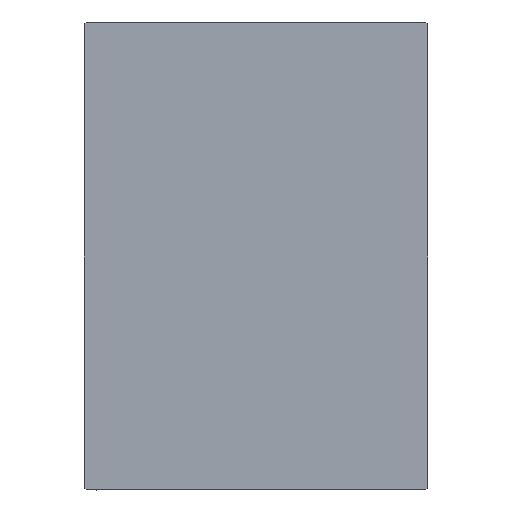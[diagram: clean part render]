
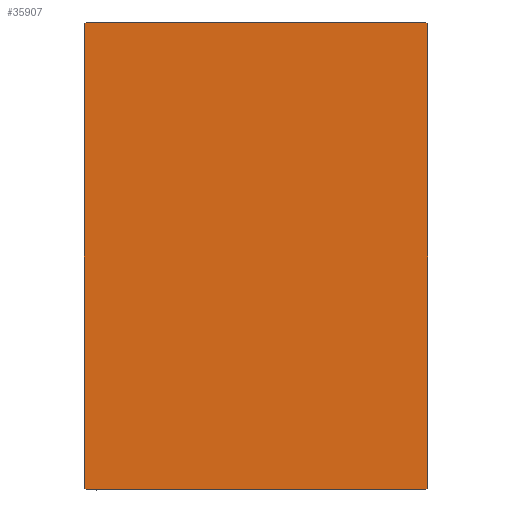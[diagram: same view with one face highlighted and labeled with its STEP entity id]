
A CAD part, left-side view. The second image highlights one B-rep face of the part: STEP entity #35907.
In plain terms, the highlighted face is planar.
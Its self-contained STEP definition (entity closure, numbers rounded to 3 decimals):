
#67 = LINE ( 'NONE', #32642, #13081 ) ;
#1081 = LINE ( 'NONE', #37119, #9311 ) ;
#1801 = VERTEX_POINT ( 'NONE', #40619 ) ;
#2349 = ORIENTED_EDGE ( 'NONE', *, *, #2682, .T. ) ;
#2356 = VERTEX_POINT ( 'NONE', #25316 ) ;
#2682 = EDGE_CURVE ( 'NONE', #22283, #32398, #1081, .T. ) ;
#3340 = EDGE_CURVE ( 'NONE', #35450, #15423, #25058, .T. ) ;
#3583 = EDGE_CURVE ( 'NONE', #15423, #25033, #9628, .T. ) ;
#6266 = ORIENTED_EDGE ( 'NONE', *, *, #3583, .T. ) ;
#6381 = DIRECTION ( 'NONE',  ( 0., 0., -1. ) ) ;
#7064 = VERTEX_POINT ( 'NONE', #40508 ) ;
#9311 = VECTOR ( 'NONE', #23656, 1000. ) ;
#9628 = LINE ( 'NONE', #29375, #39837 ) ;
#9736 = ORIENTED_EDGE ( 'NONE', *, *, #23116, .T. ) ;
#9817 = DIRECTION ( 'NONE',  ( 0., -0.707, 0.707 ) ) ;
#10011 = ORIENTED_EDGE ( 'NONE', *, *, #16524, .T. ) ;
#10932 = CARTESIAN_POINT ( 'NONE',  ( 75., -27.2, 37.5 ) ) ;
#11100 = ORIENTED_EDGE ( 'NONE', *, *, #39371, .T. ) ;
#11239 = LINE ( 'NONE', #36865, #16125 ) ;
#11383 = VECTOR ( 'NONE', #38514, 1000. ) ;
#11703 = ORIENTED_EDGE ( 'NONE', *, *, #3340, .T. ) ;
#12035 = CARTESIAN_POINT ( 'NONE',  ( 75., 27.5, 37.5 ) ) ;
#12848 = LINE ( 'NONE', #25880, #34597 ) ;
#13081 = VECTOR ( 'NONE', #16555, 1000. ) ;
#13734 = VECTOR ( 'NONE', #14334, 1000. ) ;
#14334 = DIRECTION ( 'NONE',  ( 0., 0., -1. ) ) ;
#15423 = VERTEX_POINT ( 'NONE', #10932 ) ;
#16125 = VECTOR ( 'NONE', #24267, 1000. ) ;
#16524 = EDGE_CURVE ( 'NONE', #7064, #2356, #67, .T. ) ;
#16555 = DIRECTION ( 'NONE',  ( 0., 0., 1. ) ) ;
#17472 = AXIS2_PLACEMENT_3D ( 'NONE', #19178, #22232, #6381 ) ;
#17799 = LINE ( 'NONE', #40400, #13734 ) ;
#18081 = ORIENTED_EDGE ( 'NONE', *, *, #25614, .T. ) ;
#19146 = CARTESIAN_POINT ( 'NONE',  ( 75., -27.2, -37.5 ) ) ;
#19178 = CARTESIAN_POINT ( 'NONE',  ( 75., 0., 0. ) ) ;
#22232 = DIRECTION ( 'NONE',  ( 1., 0., 0. ) ) ;
#22283 = VERTEX_POINT ( 'NONE', #37285 ) ;
#22285 = CARTESIAN_POINT ( 'NONE',  ( 75., -27.5, -37.5 ) ) ;
#23116 = EDGE_CURVE ( 'NONE', #25033, #22283, #17799, .T. ) ;
#23656 = DIRECTION ( 'NONE',  ( 0., 0.707, -0.707 ) ) ;
#24047 = CARTESIAN_POINT ( 'NONE',  ( 75., 27.2, 37.5 ) ) ;
#24267 = DIRECTION ( 'NONE',  ( 0., 0.707, 0.707 ) ) ;
#24923 = CARTESIAN_POINT ( 'NONE',  ( 75., -27.5, 37.2 ) ) ;
#25033 = VERTEX_POINT ( 'NONE', #24923 ) ;
#25058 = LINE ( 'NONE', #12035, #11383 ) ;
#25223 = EDGE_LOOP ( 'NONE', ( #11100, #38538, #10011, #18081, #11703, #6266, #9736, #2349 ) ) ;
#25316 = CARTESIAN_POINT ( 'NONE',  ( 75., 27.5, 37.2 ) ) ;
#25614 = EDGE_CURVE ( 'NONE', #2356, #35450, #12848, .T. ) ;
#25880 = CARTESIAN_POINT ( 'NONE',  ( 75., 32.35, 32.35 ) ) ;
#26127 = PLANE ( 'NONE',  #17472 ) ;
#26351 = DIRECTION ( 'NONE',  ( 0., 1., 0. ) ) ;
#29375 = CARTESIAN_POINT ( 'NONE',  ( 75., -32.35, 32.35 ) ) ;
#32398 = VERTEX_POINT ( 'NONE', #19146 ) ;
#32642 = CARTESIAN_POINT ( 'NONE',  ( 75., 27.5, -37.5 ) ) ;
#34597 = VECTOR ( 'NONE', #9817, 1000. ) ;
#35450 = VERTEX_POINT ( 'NONE', #24047 ) ;
#35907 = ADVANCED_FACE ( 'NONE', ( #42207 ), #26127, .T. ) ;
#36108 = DIRECTION ( 'NONE',  ( 0., -0.707, -0.707 ) ) ;
#36334 = LINE ( 'NONE', #22285, #37557 ) ;
#36865 = CARTESIAN_POINT ( 'NONE',  ( 75., 32.35, -32.35 ) ) ;
#37119 = CARTESIAN_POINT ( 'NONE',  ( 75., -32.35, -32.35 ) ) ;
#37285 = CARTESIAN_POINT ( 'NONE',  ( 75., -27.5, -37.2 ) ) ;
#37557 = VECTOR ( 'NONE', #26351, 1000. ) ;
#38514 = DIRECTION ( 'NONE',  ( 0., -1., 0. ) ) ;
#38538 = ORIENTED_EDGE ( 'NONE', *, *, #41585, .T. ) ;
#39371 = EDGE_CURVE ( 'NONE', #32398, #1801, #36334, .T. ) ;
#39837 = VECTOR ( 'NONE', #36108, 1000. ) ;
#40400 = CARTESIAN_POINT ( 'NONE',  ( 75., -27.5, 37.5 ) ) ;
#40508 = CARTESIAN_POINT ( 'NONE',  ( 75., 27.5, -37.2 ) ) ;
#40619 = CARTESIAN_POINT ( 'NONE',  ( 75., 27.2, -37.5 ) ) ;
#41585 = EDGE_CURVE ( 'NONE', #1801, #7064, #11239, .T. ) ;
#42207 = FACE_OUTER_BOUND ( 'NONE', #25223, .T. ) ;
